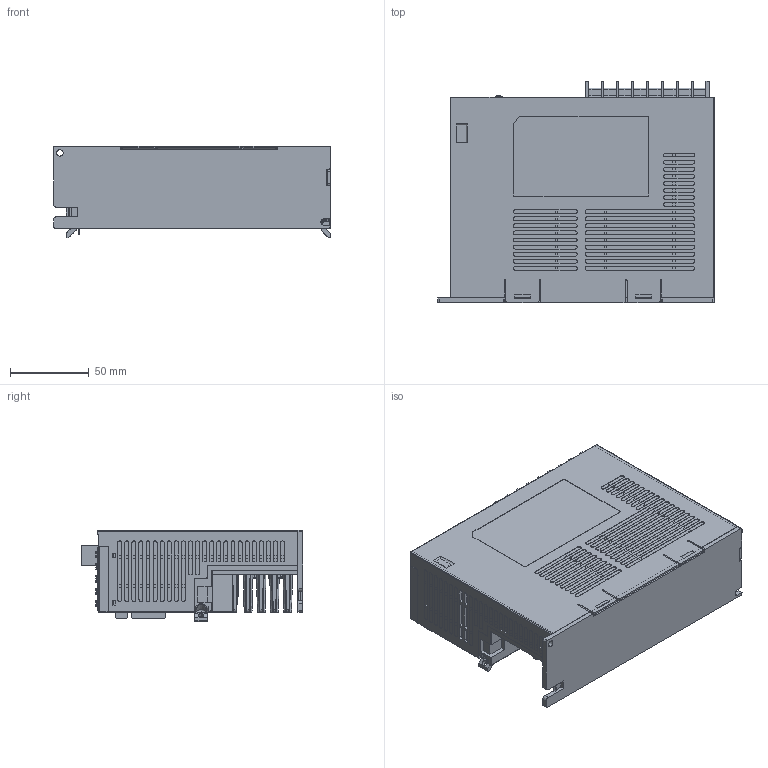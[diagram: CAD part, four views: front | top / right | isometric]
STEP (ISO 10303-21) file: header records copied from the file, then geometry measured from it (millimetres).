
FILE_DESCRIPTION((''),'2;1');
FILE_NAME('J3FN300A-A','2022-03-23T',('kjl'),(''),'CREO PARAMETRIC BY PTC INC, 2014350','CREO PARAMETRIC BY PTC INC, 2014350','');
FILE_SCHEMA(('CONFIG_CONTROL_DESIGN'));
Products named in the file (1): J3FN300A-A
Bounding box: 176 x 140.61 x 58.11 mm (x, y, z)
Surface area: 233722.1 mm2 (no closed solid volume)
Topology: 0 solids, 0 shells, 5957 faces, 34896 edges, 34865 vertices
Faces by surface type: bspline 5919, torus 22, sphere 16
Entity records: 462315 total; most frequent: CARTESIAN_POINT 145756, DIRECTION 48373, TRIMMED_CURVE 46388, VECTOR 44479, LINE 44479, DEFINITIONAL_REPRESENTATION 34830, PCURVE 34830, COMPOSITE_CURVE_SEGMENT 34830
